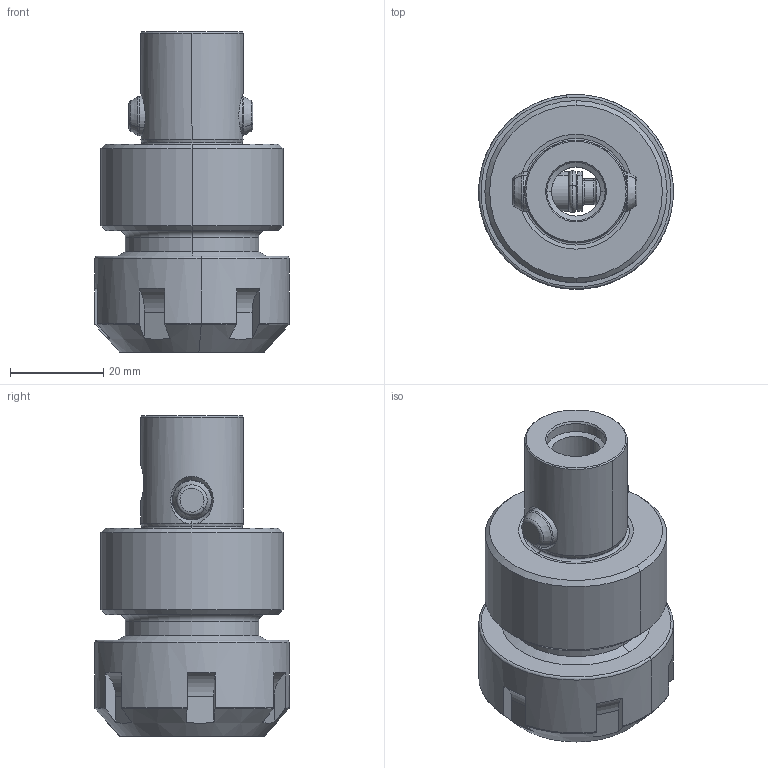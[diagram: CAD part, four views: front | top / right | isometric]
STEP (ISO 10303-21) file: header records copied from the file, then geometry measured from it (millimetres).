
FILE_DESCRIPTION(('no description'),'unknown implementation level');
FILE_NAME('5391BB2C-84B1-4BFA-BDA3-F2AEC7E6AE2B_export.stp',' ',('CIMSOURCE GmbH'),('CADClick - KiM GmbH - www.kimweb.de'),'unknown preprocess','ACIS','unknown authorization');
FILE_SCHEMA(('automotive_design'));
Length unit declared in the file: millimetre
Products named in the file (4): 335.140 Kaiser CKS4 X EX25|335.140 Kaiser CKS4 X EX25_Standard;NONE; 335.140 Kaiser CKS4 X EX25|951.076 Kaiser EX25_Standard;NONE; 335.140 Kaiser CKS4 X EX25|691.504 Kaiser ETL D8,5 X 27K_Standard|692.286 O-Ring 6x1.5_Standard;NONE; 335.140 Kaiser CKS4 X EX25|691.504 Kaiser ETL D8,5 X 27K_Standard|691.524_Standard;NONE
Bounding box: 41.65 x 41.68 x 68.51 mm (x, y, z)
Volume: 42939.5 mm3; surface area: 18121.4 mm2
Topology: 4 solids, 4 shells, 150 faces, 345 edges, 204 vertices
Faces by surface type: cylinder 44, cone 38, torus 36, plane 32
Entity records: 8756 total; most frequent: CARTESIAN_POINT 1260, DIRECTION 791, STYLED_ITEM 703, PRESENTATION_STYLE_ASSIGNMENT 703, COLOUR_RGB 703, ORIENTED_EDGE 690, EDGE_CURVE 345, CURVE_STYLE 345
